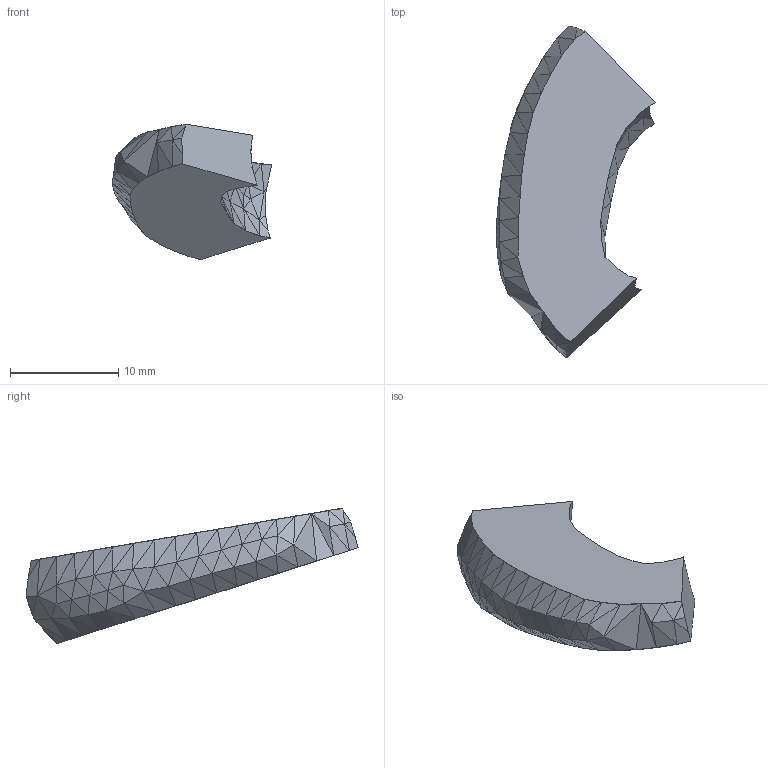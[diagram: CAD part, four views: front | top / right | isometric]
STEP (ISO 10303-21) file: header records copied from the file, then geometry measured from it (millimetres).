
FILE_DESCRIPTION(/* description */ (''),/* implementation_level */ '2;1');
FILE_NAME(/* name */ 'IVD3_Z3.step',/* time_stamp */ '2024-06-23T10:18:56-04:00',/* author */ (''),/* organization */ (''),/* preprocessor_version */ 'ST-DEVELOPER v20',/* originating_system */ 'Autodesk Translation Framework v13.14.0.145',/* authorisation */ '');
FILE_SCHEMA (('AUTOMOTIVE_DESIGN { 1 0 10303 214 3 1 1 }'));
Length unit declared in the file: millimetre
Products named in the file (1): IVD3_Z3
Bounding box: 14.7 x 30.62 x 12.49 mm (x, y, z)
Volume: 1446 mm3; surface area: 905.1 mm2
Topology: 1 solids, 1 shells, 284 faces, 579 edges, 297 vertices
Faces by surface type: plane 284
Entity records: 6960 total; most frequent: CARTESIAN_POINT 1161, ORIENTED_EDGE 1158, DIRECTION 1149, LINE 579, VECTOR 579, EDGE_CURVE 579, VERTEX_POINT 297, AXIS2_PLACEMENT_3D 285
